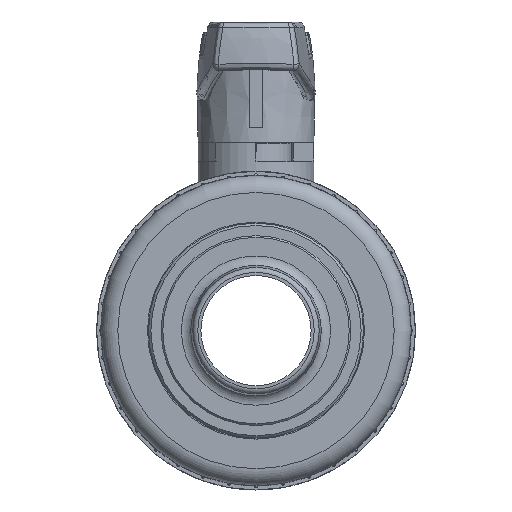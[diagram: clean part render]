
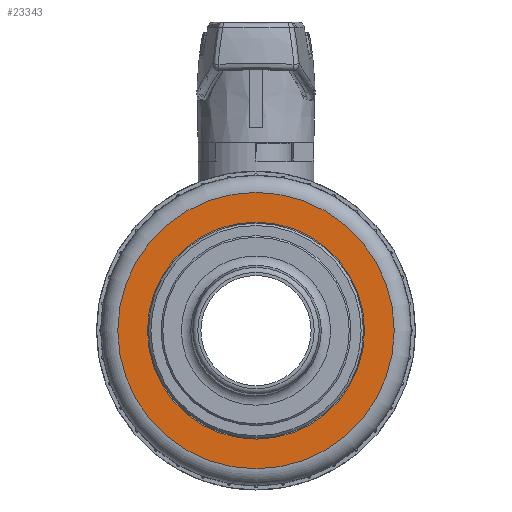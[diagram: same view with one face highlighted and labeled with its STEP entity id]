
A CAD part, left-side view. The second image highlights one B-rep face of the part: STEP entity #23343.
In plain terms, the highlighted planar face has unit normal (-1, 0, 0).
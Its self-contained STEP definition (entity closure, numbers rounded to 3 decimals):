
#1035=CIRCLE('',#25088,40.75);
#1036=CIRCLE('',#25089,32.);
#1948=FACE_BOUND('',#3937,.T.);
#2546=FACE_OUTER_BOUND('',#3936,.T.);
#3936=EDGE_LOOP('',(#18009));
#3937=EDGE_LOOP('',(#18010));
#10162=VERTEX_POINT('',#46402);
#10163=VERTEX_POINT('',#46404);
#13033=EDGE_CURVE('',#10162,#10162,#1035,.T.);
#13034=EDGE_CURVE('',#10163,#10163,#1036,.T.);
#18009=ORIENTED_EDGE('',*,*,#13033,.T.);
#18010=ORIENTED_EDGE('',*,*,#13034,.T.);
#22445=PLANE('',#25087);
#23343=ADVANCED_FACE('',(#2546,#1948),#22445,.F.);
#25087=AXIS2_PLACEMENT_3D('',#46401,#28870,#28871);
#25088=AXIS2_PLACEMENT_3D('',#46403,#28872,#28873);
#25089=AXIS2_PLACEMENT_3D('',#46405,#28874,#28875);
#28870=DIRECTION('center_axis',(1.,0.,0.));
#28871=DIRECTION('ref_axis',(0.,0.,
1.));
#28872=DIRECTION('center_axis',(-1.,0.,0.));
#28873=DIRECTION('ref_axis',(0.,0.,
1.));
#28874=DIRECTION('center_axis',(1.,0.,0.));
#28875=DIRECTION('ref_axis',(0.,1.,0.));
#46401=CARTESIAN_POINT('Origin',(-51.,0.775,48.773));
#46402=CARTESIAN_POINT('',(-51.,0.775,-37.727));
#46403=CARTESIAN_POINT('Origin',(-51.,0.775,3.023));
#46404=CARTESIAN_POINT('',(-51.,-31.225,3.023));
#46405=CARTESIAN_POINT('Origin',(-51.,0.775,3.023));
